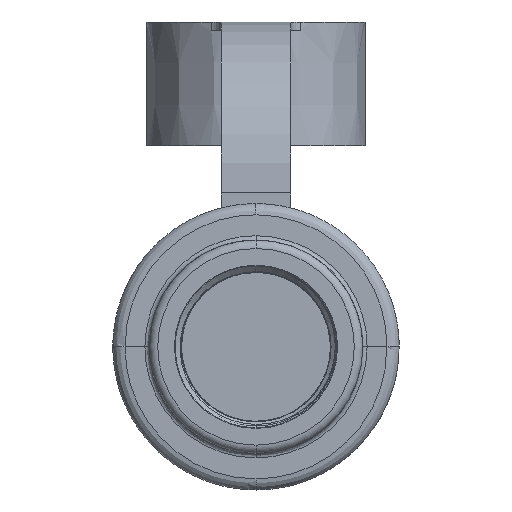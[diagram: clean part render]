
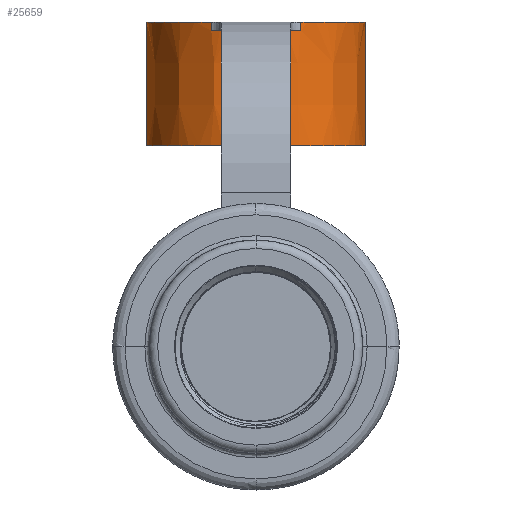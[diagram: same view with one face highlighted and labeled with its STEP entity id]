
A CAD part, front view. The second image highlights one B-rep face of the part: STEP entity #25659.
In plain terms, the highlighted free-form (B-spline) face has degree [3, 3] with [11, 4] control points.
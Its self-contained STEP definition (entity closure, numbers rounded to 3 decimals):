
#2969=CARTESIAN_POINT('',(5.232,28.702,37.));
#2970=CARTESIAN_POINT('',(5.122,28.653,37.));
#2971=CARTESIAN_POINT('',(3.472,27.942,37.));
#2972=CARTESIAN_POINT('',(0.,27.251,37.));
#2973=CARTESIAN_POINT('',(-3.472,27.942,37.));
#2974=CARTESIAN_POINT('',(-5.122,28.653,37.));
#2975=CARTESIAN_POINT('',(-5.232,28.702,37.));
#3013=CARTESIAN_POINT('',(-5.232,28.702,38.));
#3015=CARTESIAN_POINT('',(-5.232,28.702,38.));
#3016=CARTESIAN_POINT('',(-6.651,29.338,38.));
#3017=CARTESIAN_POINT('',(-9.355,31.2,38.));
#3018=CARTESIAN_POINT('',(-12.134,35.358,38.));
#3019=CARTESIAN_POINT('',(-12.8,38.708,38.));
#3020=CARTESIAN_POINT('',(-12.8,40.384,38.));
#3088=CARTESIAN_POINT('',(12.8,40.384,38.));
#3089=CARTESIAN_POINT('',(12.8,38.708,38.));
#3090=CARTESIAN_POINT('',(12.134,35.358,38.));
#3091=CARTESIAN_POINT('',(9.355,31.2,38.));
#3092=CARTESIAN_POINT('',(6.651,29.338,38.));
#3093=CARTESIAN_POINT('',(5.232,28.702,38.));
#3113=DIRECTION('',(0.,0.,-1.));
#3114=VECTOR('',#3113,14.5);
#3115=CARTESIAN_POINT('',(12.8,40.384,38.));
#3116=LINE('',#3115,#3114);
#3117=DIRECTION('',(0.,0.,-1.));
#3118=VECTOR('',#3117,1.);
#3119=CARTESIAN_POINT('',(-5.232,28.702,38.));
#3120=LINE('',#3119,#3118);
#3121=DIRECTION('',(0.,0.,-1.));
#3122=VECTOR('',#3121,1.);
#3123=CARTESIAN_POINT('',(5.232,28.702,38.));
#3124=LINE('',#3123,#3122);
#3260=DIRECTION('',(0.,0.,-1.));
#3261=VECTOR('',#3260,14.5);
#3262=CARTESIAN_POINT('',(-12.8,40.384,38.));
#3263=LINE('',#3262,#3261);
#3336=CARTESIAN_POINT('',(12.8,40.384,23.5));
#3350=CARTESIAN_POINT('',(12.8,40.384,23.5));
#3351=CARTESIAN_POINT('',(12.8,38.708,23.5));
#3352=CARTESIAN_POINT('',(12.134,35.358,23.5));
#3353=CARTESIAN_POINT('',(9.287,31.097,23.5));
#3354=CARTESIAN_POINT('',(5.026,28.25,23.5));
#3355=CARTESIAN_POINT('',(0.,27.251,23.5));
#3356=CARTESIAN_POINT('',(-5.026,28.25,23.5));
#3357=CARTESIAN_POINT('',(-9.287,31.097,23.5));
#3358=CARTESIAN_POINT('',(-12.134,35.358,23.5));
#3359=CARTESIAN_POINT('',(-12.8,38.708,23.5));
#3360=CARTESIAN_POINT('',(-12.8,40.384,23.5));
#22079=VERTEX_POINT('',#3013);
#22080=VERTEX_POINT('',#3020);
#22081=VERTEX_POINT('',#3088);
#22082=VERTEX_POINT('',#3093);
#22094=VERTEX_POINT('',#3336);
#22095=VERTEX_POINT('',#3360);
#22102=VERTEX_POINT('',#2969);
#22103=VERTEX_POINT('',#2975);
#25600=CARTESIAN_POINT('',(12.774,41.188,38.29));
#25601=CARTESIAN_POINT('',(12.774,41.188,33.263));
#25602=CARTESIAN_POINT('',(12.774,41.188,28.237));
#25603=CARTESIAN_POINT('',(12.774,41.188,23.21));
#25604=CARTESIAN_POINT('',(12.899,39.248,38.29));
#25605=CARTESIAN_POINT('',(12.899,39.248,33.263));
#25606=CARTESIAN_POINT('',(12.899,39.248,28.237));
#25607=CARTESIAN_POINT('',(12.899,39.248,23.21));
#25608=CARTESIAN_POINT('',(12.285,35.585,38.29));
#25609=CARTESIAN_POINT('',(12.285,35.585,33.263));
#25610=CARTESIAN_POINT('',(12.285,35.585,28.237));
#25611=CARTESIAN_POINT('',(12.285,35.585,23.21));
#25612=CARTESIAN_POINT('',(9.287,31.097,38.29));
#25613=CARTESIAN_POINT('',(9.287,31.097,33.263));
#25614=CARTESIAN_POINT('',(9.287,31.097,28.237));
#25615=CARTESIAN_POINT('',(9.287,31.097,23.21));
#25616=CARTESIAN_POINT('',(5.026,28.25,38.29));
#25617=CARTESIAN_POINT('',(5.026,28.25,33.263));
#25618=CARTESIAN_POINT('',(5.026,28.25,28.237));
#25619=CARTESIAN_POINT('',(5.026,28.25,23.21));
#25620=CARTESIAN_POINT('',(0.,27.251,38.29));
#25621=CARTESIAN_POINT('',(0.,27.251,33.263));
#25622=CARTESIAN_POINT('',(0.,27.251,28.237));
#25623=CARTESIAN_POINT('',(0.,27.251,23.21));
#25624=CARTESIAN_POINT('',(-5.026,28.25,38.29));
#25625=CARTESIAN_POINT('',(-5.026,28.25,
33.263));
#25626=CARTESIAN_POINT('',(-5.026,28.25,
28.237));
#25627=CARTESIAN_POINT('',(-5.026,28.25,23.21));
#25628=CARTESIAN_POINT('',(-9.287,31.097,38.29));
#25629=CARTESIAN_POINT('',(-9.287,31.097,
33.263));
#25630=CARTESIAN_POINT('',(-9.287,31.097,
28.237));
#25631=CARTESIAN_POINT('',(-9.287,31.097,23.21));
#25632=CARTESIAN_POINT('',(-12.285,35.585,38.29));
#25633=CARTESIAN_POINT('',(-12.285,35.585,
33.263));
#25634=CARTESIAN_POINT('',(-12.285,35.585,
28.237));
#25635=CARTESIAN_POINT('',(-12.285,35.585,23.21));
#25636=CARTESIAN_POINT('',(-12.899,39.248,38.29));
#25637=CARTESIAN_POINT('',(-12.899,39.248,
33.263));
#25638=CARTESIAN_POINT('',(-12.899,39.248,
28.237));
#25639=CARTESIAN_POINT('',(-12.899,39.248,23.21));
#25640=CARTESIAN_POINT('',(-12.774,41.188,38.29));
#25641=CARTESIAN_POINT('',(-12.774,41.188,
33.263));
#25642=CARTESIAN_POINT('',(-12.774,41.188,
28.237));
#25643=CARTESIAN_POINT('',(-12.774,41.188,23.21));
#25644=B_SPLINE_SURFACE_WITH_KNOTS('',3,3,((#25600,#25601,#25602,#25603),
(#25604,#25605,#25606,#25607),(#25608,#25609,#25610,#25611),(#25612,#25613,
#25614,#25615),(#25616,#25617,#25618,#25619),(#25620,#25621,#25622,#25623),(
#25624,#25625,#25626,#25627),(#25628,#25629,#25630,#25631),(#25632,#25633,
#25634,#25635),(#25636,#25637,#25638,#25639),(#25640,#25641,#25642,#25643)),
.UNSPECIFIED.,.F.,.F.,.F.,(4,1,1,1,1,1,1,1,4),(4,4),(1.508,
1.963,2.356,2.749,3.142,
3.534,3.927,4.32,4.775),(-0.29,
14.79),.UNSPECIFIED.);
#25645=ORIENTED_EDGE('',*,*,#25469,.F.);
#25647=ORIENTED_EDGE('',*,*,#25646,.F.);
#25648=ORIENTED_EDGE('',*,*,#25544,.F.);
#25650=ORIENTED_EDGE('',*,*,#25649,.T.);
#25652=ORIENTED_EDGE('',*,*,#25651,.T.);
#25654=ORIENTED_EDGE('',*,*,#25653,.F.);
#25655=ORIENTED_EDGE('',*,*,#25524,.F.);
#25656=ORIENTED_EDGE('',*,*,#25593,.T.);
#25657=EDGE_LOOP('',(#25645,#25647,#25648,#25650,#25652,#25654,#25655,#25656));
#25658=FACE_OUTER_BOUND('',#25657,.F.);
#25659=ADVANCED_FACE('',(#25658),#25644,.T.);
#2976=B_SPLINE_CURVE_WITH_KNOTS('',3,(#2969,#2970,#2971,#2972,#2973,#2974,
#2975),.UNSPECIFIED.,.F.,.F.,(4,1,1,1,4),(0.,0.034,0.5,
0.966,1.),.UNSPECIFIED.);
#3021=B_SPLINE_CURVE_WITH_KNOTS('',3,(#3015,#3016,#3017,#3018,#3019,#3020),
.UNSPECIFIED.,.F.,.F.,(4,1,1,4),(0.,0.317,0.658,1.),
.UNSPECIFIED.);
#3094=B_SPLINE_CURVE_WITH_KNOTS('',3,(#3088,#3089,#3090,#3091,#3092,#3093),
.UNSPECIFIED.,.F.,.F.,(4,1,1,4),(0.,0.342,0.683,1.),
.UNSPECIFIED.);
#3361=B_SPLINE_CURVE_WITH_KNOTS('',3,(#3350,#3351,#3352,#3353,#3354,#3355,#3356,
#3357,#3358,#3359,#3360),.UNSPECIFIED.,.F.,.F.,(4,1,1,1,1,1,1,1,4),(0.,
0.125,0.25,0.375,0.5,0.625,0.75,0.875,1.),.UNSPECIFIED.);
#25469=EDGE_CURVE('',#22102,#22103,#2976,.T.);
#25524=EDGE_CURVE('',#22079,#22080,#3021,.T.);
#25544=EDGE_CURVE('',#22081,#22082,#3094,.T.);
#25593=EDGE_CURVE('',#22079,#22103,#3120,.T.);
#25646=EDGE_CURVE('',#22082,#22102,#3124,.T.);
#25649=EDGE_CURVE('',#22081,#22094,#3116,.T.);
#25651=EDGE_CURVE('',#22094,#22095,#3361,.T.);
#25653=EDGE_CURVE('',#22080,#22095,#3263,.T.);
